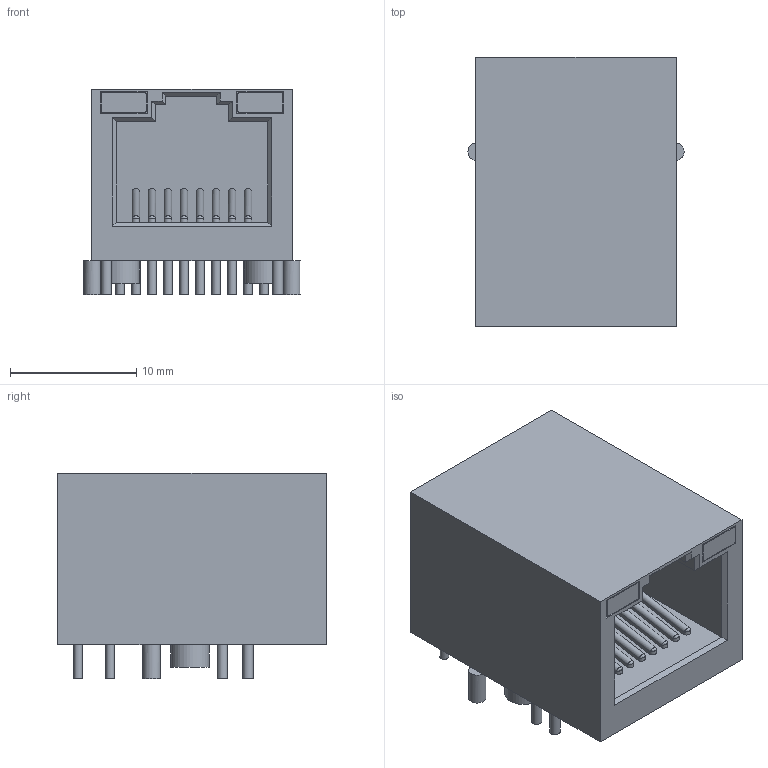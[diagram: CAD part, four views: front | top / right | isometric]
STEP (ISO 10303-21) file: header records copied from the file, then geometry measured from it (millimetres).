
FILE_DESCRIPTION(('FreeCAD Model'),'2;1');
FILE_NAME('Open CASCADE Shape Model','2022-05-28T21:59:08',('Author'),( ''),'Open CASCADE STEP processor 7.5','FreeCAD','Unknown');
FILE_SCHEMA(('AUTOMOTIVE_DESIGN { 1 0 10303 214 1 1 1 1 }'));
Length unit declared in the file: millimetre
Products named in the file (1): ARJM11D7114ABEW2
Bounding box: 17.12 x 21.3 x 16.31 mm (x, y, z)
Volume: 3062.5 mm3; surface area: 2900.1 mm2
Topology: 1 solids, 1 shells, 147 faces, 356 edges, 216 vertices
Faces by surface type: plane 97, cylinder 42, bspline 8
Full cylindrical faces by diameter (mm): 0.69 x10, 0.82 x4, 1.37 x2, 3.05 x2
Entity records: 10349 total; most frequent: CARTESIAN_POINT 2600, DIRECTION 1342, LINE 826, VECTOR 826, ORIENTED_EDGE 680, PCURVE 680, DEFINITIONAL_REPRESENTATION 680, EDGE_CURVE 340
